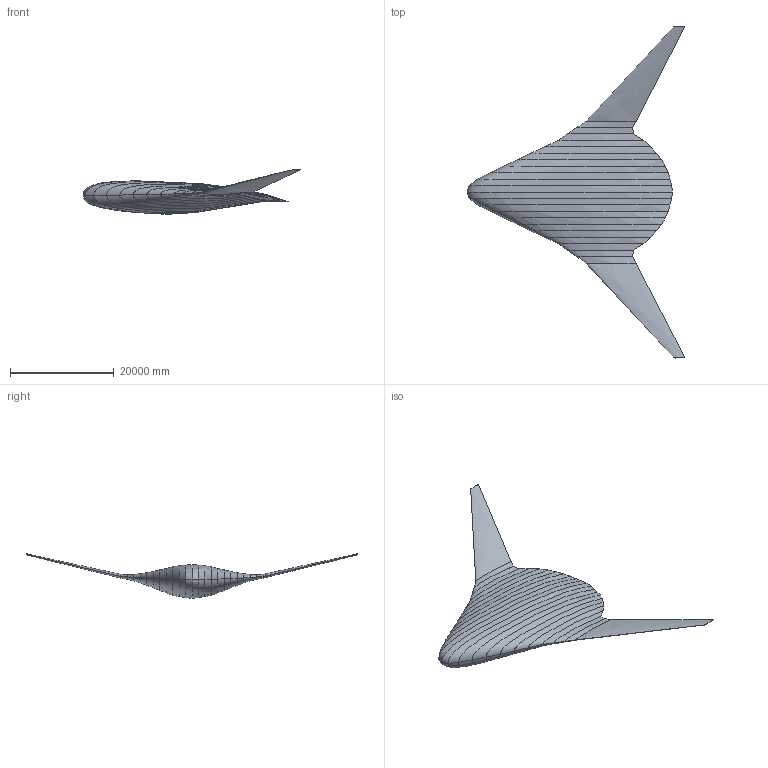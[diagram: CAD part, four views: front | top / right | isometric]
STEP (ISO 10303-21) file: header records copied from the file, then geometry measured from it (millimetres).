
FILE_DESCRIPTION(('Open CASCADE Model'),'2;1');
FILE_NAME('Open CASCADE Shape Model','2018-11-05T10:28:12',('Author'),( 'Open CASCADE'),'Open CASCADE STEP processor 6.8','Open CASCADE 6.8' ,'Unknown');
FILE_SCHEMA(('AUTOMOTIVE_DESIGN_CC2 { 1 2 10303 214 -1 1 5 4 }'));
Length unit declared in the file: metre
Products named in the file (24): Open CASCADE STEP translator 6.8 1; Open CASCADE STEP translator 6.8 2; Open CASCADE STEP translator 6.8 3; Open CASCADE STEP translator 6.8 4; Open CASCADE STEP translator 6.8 5; Open CASCADE STEP translator 6.8 6; Open CASCADE STEP translator 6.8 7; Open CASCADE STEP translator 6.8 8; Open CASCADE STEP translator 6.8 9; Open CASCADE STEP translator 6.8 10; Open CASCADE STEP translator 6.8 11; Open CASCADE STEP translator 6.8 12; Open CASCADE STEP translator 6.8 13; Open CASCADE STEP translator 6.8 14; Open CASCADE STEP translator 6.8 15; Open CASCADE STEP translator 6.8 16; Open CASCADE STEP translator 6.8 17; Open CASCADE STEP translator 6.8 18; Open CASCADE STEP translator 6.8 19; Open CASCADE STEP translator 6.8 20; Open CASCADE STEP translator 6.8 21; Open CASCADE STEP translator 6.8 22; Open CASCADE STEP translator 6.8 23; Open CASCADE STEP translator 6.8 24
Bounding box: 41981.3 x 64000.03 x 8587.31 mm (x, y, z)
Volume: 2154377756846.4 mm3; surface area: 5300424395.5 mm2
Topology: 24 solids, 24 shells, 120 faces, 216 edges, 144 vertices
Faces by surface type: bspline 72, plane 48
Entity records: 39702 total; most frequent: CARTESIAN_POINT 35641, ORIENTED_EDGE 432, PCURVE 432, DEFINITIONAL_REPRESENTATION 432, DIRECTION 410, B_SPLINE_CURVE_WITH_KNOTS 336, LINE 312, VECTOR 312
